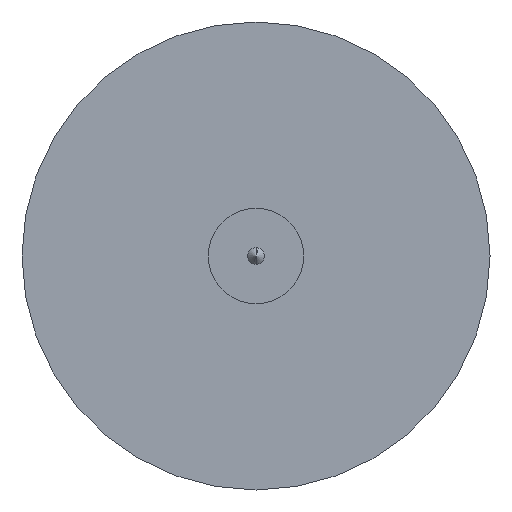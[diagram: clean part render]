
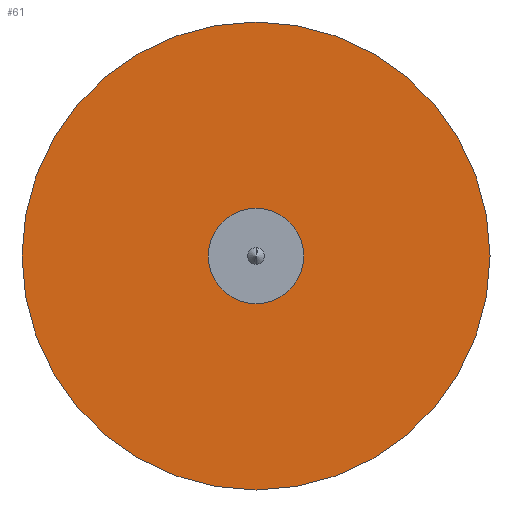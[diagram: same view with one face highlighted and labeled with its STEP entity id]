
A CAD part, front view. The second image highlights one B-rep face of the part: STEP entity #61.
In plain terms, the highlighted planar face has unit normal (0, -1, 0).
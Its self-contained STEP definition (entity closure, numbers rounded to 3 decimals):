
#2 = CARTESIAN_POINT ( 'NONE',  ( 0., 0., 0. ) ) ;
#8 = EDGE_CURVE ( 'NONE', #297, #311, #33, .T. ) ;
#20 = DIRECTION ( 'NONE',  ( 0., 0., -1. ) ) ;
#33 = CIRCLE ( 'NONE', #434, 2.8 ) ;
#49 = DIRECTION ( 'NONE',  ( 0., 0., -1. ) ) ;
#58 = CARTESIAN_POINT ( 'NONE',  ( 0., 0., 0. ) ) ;
#61 = ADVANCED_FACE ( 'NONE', ( #317, #360 ), #237, .F. ) ;
#80 = DIRECTION ( 'NONE',  ( 0., 0., 1. ) ) ;
#83 = AXIS2_PLACEMENT_3D ( 'NONE', #172, #87, #98 ) ;
#87 = DIRECTION ( 'NONE',  ( 0., 1., 0. ) ) ;
#98 = DIRECTION ( 'NONE',  ( 0., 0., 1. ) ) ;
#104 = EDGE_LOOP ( 'NONE', ( #163, #215 ) ) ;
#112 = CIRCLE ( 'NONE', #393, 13.75 ) ;
#113 = CIRCLE ( 'NONE', #141, 2.8 ) ;
#114 = EDGE_LOOP ( 'NONE', ( #233, #363 ) ) ;
#141 = AXIS2_PLACEMENT_3D ( 'NONE', #313, #227, #20 ) ;
#163 = ORIENTED_EDGE ( 'NONE', *, *, #280, .F. ) ;
#172 = CARTESIAN_POINT ( 'NONE',  ( 0., 0., 0. ) ) ;
#174 = CARTESIAN_POINT ( 'NONE',  ( 0., 0., -2.8 ) ) ;
#175 = VERTEX_POINT ( 'NONE', #470 ) ;
#207 = CARTESIAN_POINT ( 'NONE',  ( 0., 0., 2.8 ) ) ;
#215 = ORIENTED_EDGE ( 'NONE', *, *, #402, .F. ) ;
#221 = VERTEX_POINT ( 'NONE', #223 ) ;
#223 = CARTESIAN_POINT ( 'NONE',  ( 0., 0., 13.75 ) ) ;
#227 = DIRECTION ( 'NONE',  ( 0., -1., 0. ) ) ;
#233 = ORIENTED_EDGE ( 'NONE', *, *, #487, .F. ) ;
#237 = PLANE ( 'NONE',  #242 ) ;
#242 = AXIS2_PLACEMENT_3D ( 'NONE', #314, #352, #438 ) ;
#280 = EDGE_CURVE ( 'NONE', #175, #221, #112, .T. ) ;
#297 = VERTEX_POINT ( 'NONE', #207 ) ;
#311 = VERTEX_POINT ( 'NONE', #174 ) ;
#313 = CARTESIAN_POINT ( 'NONE',  ( 0., 0., 0. ) ) ;
#314 = CARTESIAN_POINT ( 'NONE',  ( 0., 0., 0. ) ) ;
#317 = FACE_BOUND ( 'NONE', #114, .T. ) ;
#335 = DIRECTION ( 'NONE',  ( 0., 1., 0. ) ) ;
#352 = DIRECTION ( 'NONE',  ( 0., 1., 0. ) ) ;
#360 = FACE_OUTER_BOUND ( 'NONE', #104, .T. ) ;
#363 = ORIENTED_EDGE ( 'NONE', *, *, #8, .F. ) ;
#393 = AXIS2_PLACEMENT_3D ( 'NONE', #2, #335, #80 ) ;
#402 = EDGE_CURVE ( 'NONE', #221, #175, #480, .T. ) ;
#434 = AXIS2_PLACEMENT_3D ( 'NONE', #58, #465, #49 ) ;
#438 = DIRECTION ( 'NONE',  ( 0., 0., 1. ) ) ;
#465 = DIRECTION ( 'NONE',  ( 0., -1., 0. ) ) ;
#470 = CARTESIAN_POINT ( 'NONE',  ( 0., 0., -13.75 ) ) ;
#480 = CIRCLE ( 'NONE', #83, 13.75 ) ;
#487 = EDGE_CURVE ( 'NONE', #311, #297, #113, .T. ) ;
